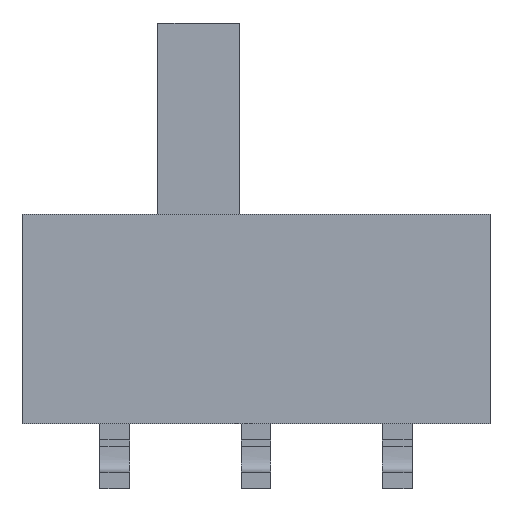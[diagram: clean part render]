
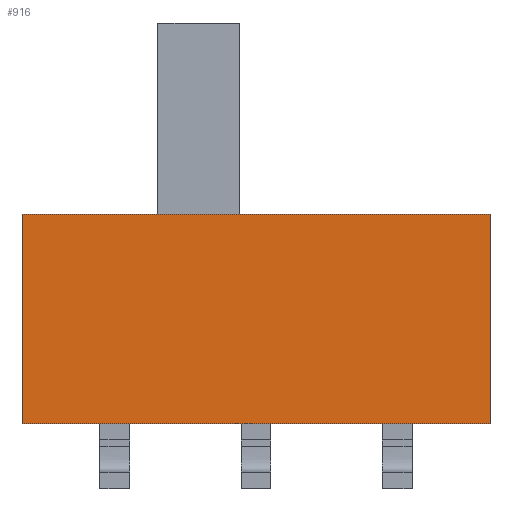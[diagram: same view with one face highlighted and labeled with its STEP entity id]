
A CAD part, front view. The second image highlights one B-rep face of the part: STEP entity #916.
In plain terms, the highlighted planar face has unit normal (0, -1, 0).
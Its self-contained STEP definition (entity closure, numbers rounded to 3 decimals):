
#80=FACE_OUTER_BOUND('',#134,.T.);
#134=EDGE_LOOP('',(#675,#676,#677,#678));
#199=LINE('',#1250,#305);
#203=LINE('',#1258,#309);
#206=LINE('',#1264,#312);
#209=LINE('',#1269,#315);
#305=VECTOR('',#1053,10.);
#309=VECTOR('',#1059,10.);
#312=VECTOR('',#1064,10.);
#315=VECTOR('',#1069,10.);
#401=VERTEX_POINT('',#1248);
#402=VERTEX_POINT('',#1249);
#405=VERTEX_POINT('',#1257);
#407=VERTEX_POINT('',#1263);
#497=EDGE_CURVE('',#401,#402,#199,.T.);
#501=EDGE_CURVE('',#402,#405,#203,.T.);
#504=EDGE_CURVE('',#405,#407,#206,.T.);
#507=EDGE_CURVE('',#407,#401,#209,.T.);
#675=ORIENTED_EDGE('',*,*,#507,.T.);
#676=ORIENTED_EDGE('',*,*,#497,.T.);
#677=ORIENTED_EDGE('',*,*,#501,.T.);
#678=ORIENTED_EDGE('',*,*,#504,.T.);
#875=PLANE('',#974);
#916=ADVANCED_FACE('',(#80),#875,.F.);
#974=AXIS2_PLACEMENT_3D('',#1272,#1073,#1074);
#1053=DIRECTION('',(0.,0.,1.));
#1059=DIRECTION('',(-1.,0.,0.));
#1064=DIRECTION('',(0.,0.,-1.));
#1069=DIRECTION('',(1.,0.,0.));
#1073=DIRECTION('center_axis',(0.,1.,0.));
#1074=DIRECTION('ref_axis',(1.,0.,0.));
#1248=CARTESIAN_POINT('',(4.305,0.,-1.925));
#1249=CARTESIAN_POINT('',(4.305,0.,1.925));
#1250=CARTESIAN_POINT('',(4.305,0.,-1.925));
#1257=CARTESIAN_POINT('',(-4.305,0.,1.925));
#1258=CARTESIAN_POINT('',(4.305,0.,1.925));
#1263=CARTESIAN_POINT('',(-4.305,0.,-1.925));
#1264=CARTESIAN_POINT('',(-4.305,0.,1.925));
#1269=CARTESIAN_POINT('',(-4.305,0.,-1.925));
#1272=CARTESIAN_POINT('Origin',(0.,0.,0.));
